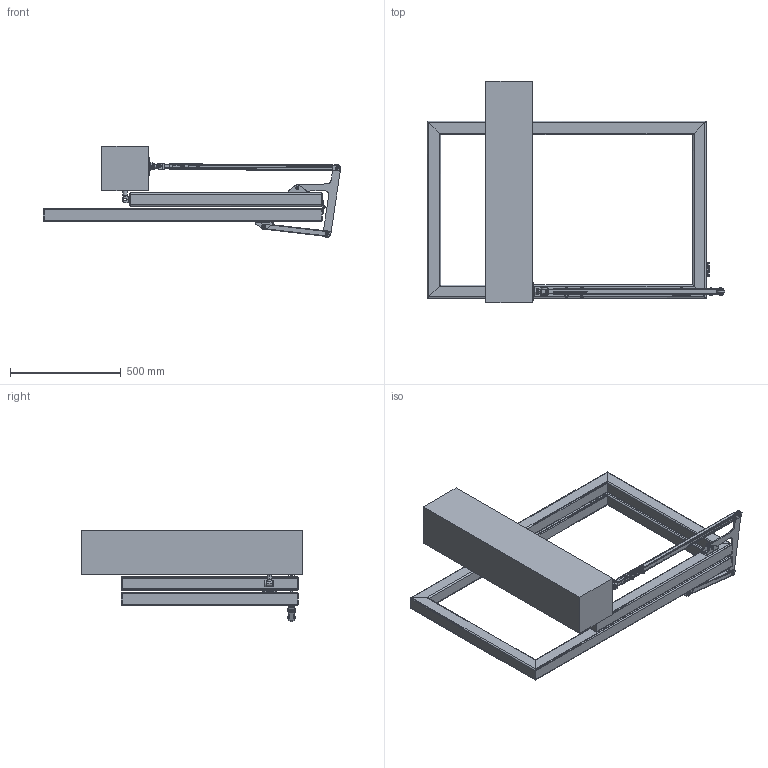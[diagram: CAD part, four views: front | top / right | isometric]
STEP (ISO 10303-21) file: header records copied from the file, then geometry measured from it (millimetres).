
FILE_DESCRIPTION (( 'STEP AP214' ), '1' );
FILE_NAME ('A-FS-150_60-JP.STEP', '2023-07-03T06:21:27', ( '' ), ( '' ), 'SwSTEP 2.0', 'SolidWorks 2019', '' );
FILE_SCHEMA (( 'AUTOMOTIVE_DESIGN' ));
Length unit declared in the file: millimetre
Products named in the file (29): Spojovacia matica M8x25; D4_53-M16-K_skupina; SKRUTKA stn iso 7380_M8x12; A-FS150_60-JP.P3_Default<Jako obrobenì>; MATICA DIN 439_MATICA M16; A-FS150_60-JP.P1; A-FS150_60-JP.P2_Default<Jako obrobenì>; D4-53-M16 P1; D4-53-M16 P6; A-FS150-JP-Ram brany_Default<Jako svaýenì>; A-FS150-JP-D4-63-M20 P1_0; A-FS150-JP-Ram brany_Default<Jako obrobenì>; A-FS150-JP-Murik; M6x10  P7; A-FS150_60-JP.P6; MATICA DIN1587_M 8; SKRUTKA stn iso 7380_M8x35; D4-53-M16 P4; A-FS-150_60-JP; A-FS150-JP-D16_77-60.P1; D4-53-M16 P3; A-FS150_60-JP.P1-20x20_Default<Jako obrobenì>; A-FS150-JP-D4-22-M16 P2; D4-53-M16 P5; A-FS150_60-JP.P4; Uško_Default<Jako obrobenì>; PODLOZKA DIN 125_PODLOZKA  8; D4-53-M16 P2
Assembly tree (46 placements, depth 5):
  A-FS-150_60-JP
    A-FS150_60-JP.P1
      A-FS150_60-JP.P1-20x20_Default<Jako obrobenì>
      D4_53-M16-K_skupina
        D4-53-M16 P1
          D4-53-M16 P5
          D4-53-M16 P6
          D4-53-M16 P4
        D4-53-M16 P2
        M6x10  P7
        D4-53-M16 P1
        D4-53-M16 P3
        MATICA DIN 439_MATICA M16
    A-FS150_60-JP.P2_Default<Jako obrobenì>
    A-FS150_60-JP.P3_Default<Jako obrobenì>
    A-FS150_60-JP.P4
    Spojovacia matica M8x25  x4
    SKRUTKA stn iso 7380_M8x12  x8
    Uško_Default<Jako obrobenì>  x2
    PODLOZKA DIN 125_PODLOZKA  8  x2
    MATICA DIN1587_M 8  x2
    SKRUTKA stn iso 7380_M8x35  x2
    A-FS150-JP-Murik
    A-FS150-JP-D4-63-M20 P1_0
    A-FS150-JP-D4-22-M16 P2
    A-FS150-JP-Ram brany_Default<Jako obrobenì>
    A-FS150-JP-D16_77-60.P1  x2
    A-FS150-JP-Ram brany_Default<Jako svaýenì>
    A-FS150_60-JP.P1-20x20_Default<Jako obrobenì>
    D4-53-M16 P2
    A-FS150_60-JP.P6  x2
Bounding box: 1343.85 x 1000 x 412.28 mm (x, y, z)
Volume: 48727477.2 mm3; surface area: 4504946.7 mm2
Topology: 49 solids, 49 shells, 1651 faces, 4389 edges, 2823 vertices
Faces by surface type: plane 968, cylinder 396, cone 232, torus 44, sphere 6, bspline 5
Entity records: 41102 total; most frequent: CARTESIAN_POINT 8395, ORIENTED_EDGE 6658, DIRECTION 6497, EDGE_CURVE 3329, AXIS2_PLACEMENT_3D 2205, VERTEX_POINT 2179, VECTOR 2087, LINE 2087
